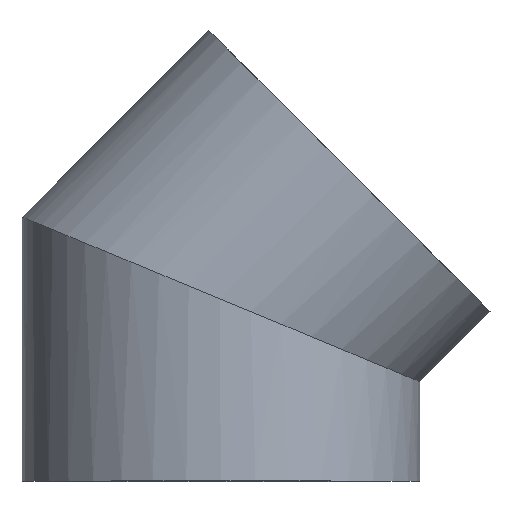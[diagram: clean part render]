
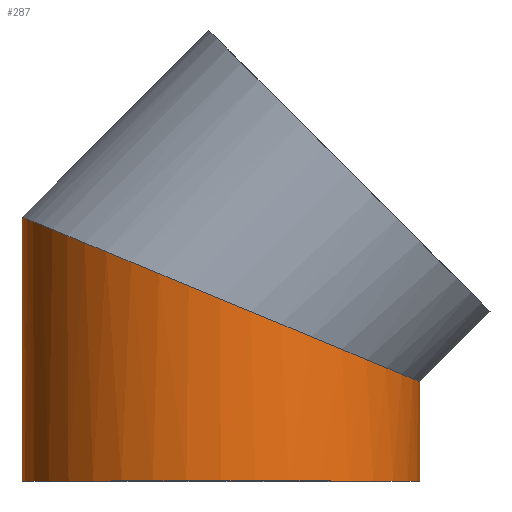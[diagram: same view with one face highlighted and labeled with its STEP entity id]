
A CAD part, top view. The second image highlights one B-rep face of the part: STEP entity #287.
In plain terms, the highlighted cylindrical face has radius 116 mm (diameter 232 mm), a partial arc.
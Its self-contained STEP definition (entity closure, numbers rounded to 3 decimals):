
#7 = EDGE_CURVE ( 'NONE', #134, #68, #33, .T. ) ;
#9 = DIRECTION ( 'NONE',  ( 0., 1., 0. ) ) ;
#28 = ORIENTED_EDGE ( 'NONE', *, *, #193, .F. ) ;
#29 = AXIS2_PLACEMENT_3D ( 'NONE', #145, #190, #84 ) ;
#33 =( BOUNDED_CURVE ( )  B_SPLINE_CURVE ( 3, ( #159, #158, #254, #100 ),
 .UNSPECIFIED., .F., .T. ) 
 B_SPLINE_CURVE_WITH_KNOTS ( ( 4, 4 ),
 ( 3.142, 6.283 ),
 .UNSPECIFIED. ) 
 CURVE ( )  GEOMETRIC_REPRESENTATION_ITEM ( )  RATIONAL_B_SPLINE_CURVE ( ( 1., 0.333, 0.333, 1. ) ) 
 REPRESENTATION_ITEM ( '' )  );
#67 = CARTESIAN_POINT ( 'NONE',  ( 0., 0., 0. ) ) ;
#68 = VERTEX_POINT ( 'NONE', #166 ) ;
#69 = DIRECTION ( 'NONE',  ( -1., 0., 0. ) ) ;
#82 = DIRECTION ( 'NONE',  ( 0., 1., 0. ) ) ;
#84 = DIRECTION ( 'NONE',  ( 0., 0., 1. ) ) ;
#90 = FACE_OUTER_BOUND ( 'NONE', #138, .T. ) ;
#96 = ORIENTED_EDGE ( 'NONE', *, *, #155, .T. ) ;
#100 = CARTESIAN_POINT ( 'NONE',  ( -116., 154.087, 0. ) ) ;
#114 = VERTEX_POINT ( 'NONE', #207 ) ;
#134 = VERTEX_POINT ( 'NONE', #232 ) ;
#138 = EDGE_LOOP ( 'NONE', ( #267, #96, #296, #28 ) ) ;
#140 = AXIS2_PLACEMENT_3D ( 'NONE', #67, #175, #69 ) ;
#145 = CARTESIAN_POINT ( 'NONE',  ( 0., 0., 0. ) ) ;
#155 = EDGE_CURVE ( 'NONE', #114, #134, #210, .T. ) ;
#158 = CARTESIAN_POINT ( 'NONE',  ( 116., 57.99, 232. ) ) ;
#159 = CARTESIAN_POINT ( 'NONE',  ( 116., 57.99, 0. ) ) ;
#162 = CIRCLE ( 'NONE', #29, 116. ) ;
#165 = LINE ( 'NONE', #286, #297 ) ;
#166 = CARTESIAN_POINT ( 'NONE',  ( -116., 154.087, 0. ) ) ;
#171 = CARTESIAN_POINT ( 'NONE',  ( -116., 0., 0. ) ) ;
#175 = DIRECTION ( 'NONE',  ( 0., 1., 0. ) ) ;
#190 = DIRECTION ( 'NONE',  ( 0., 1., 0. ) ) ;
#193 = EDGE_CURVE ( 'NONE', #221, #68, #165, .T. ) ;
#195 = VECTOR ( 'NONE', #9, 1000. ) ;
#207 = CARTESIAN_POINT ( 'NONE',  ( 116., 0., 0. ) ) ;
#210 = LINE ( 'NONE', #288, #195 ) ;
#214 = EDGE_CURVE ( 'NONE', #221, #114, #162, .T. ) ;
#221 = VERTEX_POINT ( 'NONE', #171 ) ;
#232 = CARTESIAN_POINT ( 'NONE',  ( 116., 57.99, 0. ) ) ;
#254 = CARTESIAN_POINT ( 'NONE',  ( -116., 154.087, 232. ) ) ;
#267 = ORIENTED_EDGE ( 'NONE', *, *, #214, .T. ) ;
#271 = CYLINDRICAL_SURFACE ( 'NONE', #140, 116. ) ;
#286 = CARTESIAN_POINT ( 'NONE',  ( -116., 0., 0. ) ) ;
#287 = ADVANCED_FACE ( 'NONE', ( #90 ), #271, .T. ) ;
#288 = CARTESIAN_POINT ( 'NONE',  ( 116., 0., 0. ) ) ;
#296 = ORIENTED_EDGE ( 'NONE', *, *, #7, .T. ) ;
#297 = VECTOR ( 'NONE', #82, 1000. ) ;
